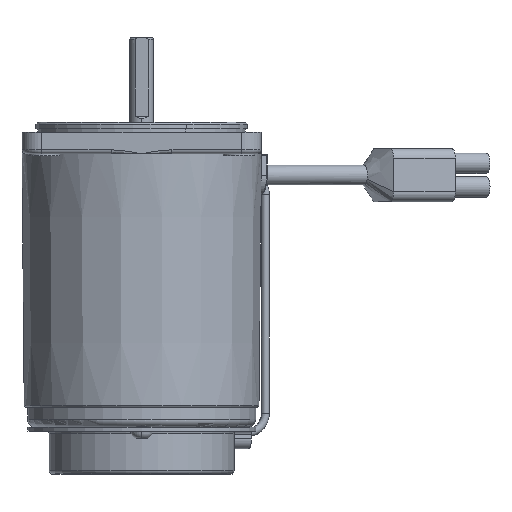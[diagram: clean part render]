
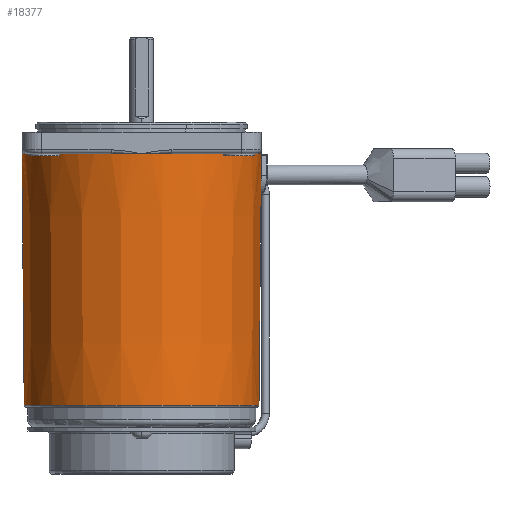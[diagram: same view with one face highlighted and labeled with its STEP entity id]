
A CAD part, left-side view. The second image highlights one B-rep face of the part: STEP entity #18377.
In plain terms, the highlighted conical face has half-angle 0.5 degrees and reference radius 29.841 mm.
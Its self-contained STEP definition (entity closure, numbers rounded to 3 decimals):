
#346 = ORIENTED_EDGE ( 'NONE', *, *, #351, .F. ) ;
#347 = VERTEX_POINT ( 'NONE', #12669 ) ;
#348 = VERTEX_POINT ( 'NONE', #12661 ) ;
#351 = EDGE_CURVE ( 'NONE', #347, #18540, #12652, .T. ) ;
#355 = ORIENTED_EDGE ( 'NONE', *, *, #847, .F. ) ;
#356 = ORIENTED_EDGE ( 'NONE', *, *, #18382, .T. ) ;
#357 = EDGE_CURVE ( 'NONE', #348, #347, #12643, .T. ) ;
#365 = ORIENTED_EDGE ( 'NONE', *, *, #381, .F. ) ;
#375 = EDGE_CURVE ( 'NONE', #1096, #403, #12675, .T. ) ;
#381 = EDGE_CURVE ( 'NONE', #403, #382, #12719, .T. ) ;
#382 = VERTEX_POINT ( 'NONE', #12724 ) ;
#384 = EDGE_CURVE ( 'NONE', #382, #386, #12725, .T. ) ;
#386 = VERTEX_POINT ( 'NONE', #12703 ) ;
#387 = ORIENTED_EDGE ( 'NONE', *, *, #375, .F. ) ;
#388 = ORIENTED_EDGE ( 'NONE', *, *, #384, .F. ) ;
#403 = VERTEX_POINT ( 'NONE', #12749 ) ;
#418 = EDGE_CURVE ( 'NONE', #386, #18542, #12777, .T. ) ;
#847 = EDGE_CURVE ( 'NONE', #18542, #348, #13155, .T. ) ;
#1096 = VERTEX_POINT ( 'NONE', #13205 ) ;
#6054 = AXIS2_PLACEMENT_3D ( 'NONE', #6085, #6087, #6139 ) ;
#6078 = CIRCLE ( 'NONE', #6054, 29.841 ) ;
#6079 = CONICAL_SURFACE ( 'NONE', #6086, 29.841, 0.009 ) ;
#6080 = DIRECTION ( 'NONE',  ( 0., 0., 1. ) ) ;
#6083 = FACE_OUTER_BOUND ( 'NONE', #18195, .T. ) ;
#6085 = CARTESIAN_POINT ( 'NONE',  ( 0., 0., -69.504 ) ) ;
#6086 = AXIS2_PLACEMENT_3D ( 'NONE', #6137, #6080, #6133 ) ;
#6087 = DIRECTION ( 'NONE',  ( 0., 0., 1. ) ) ;
#6097 = CARTESIAN_POINT ( 'NONE',  ( -30.4, 0., -5.5 ) ) ;
#6127 = CARTESIAN_POINT ( 'NONE',  ( 0., 30.4, -5.5 ) ) ;
#6128 = DIRECTION ( 'NONE',  ( -0.009, 0., 1. ) ) ;
#6129 = VECTOR ( 'NONE', #6128, 1000. ) ;
#6130 = CARTESIAN_POINT ( 'NONE',  ( -29.841, 0., -69.504 ) ) ;
#6133 = DIRECTION ( 'NONE',  ( 1., 0., 0. ) ) ;
#6134 = LINE ( 'NONE', #6130, #6129 ) ;
#6137 = CARTESIAN_POINT ( 'NONE',  ( 0., 0., -69.504 ) ) ;
#6138 = CARTESIAN_POINT ( 'NONE',  ( -29.841, 0., -69.504 ) ) ;
#6139 = DIRECTION ( 'NONE',  ( 1., 0., 0. ) ) ;
#7618 = ORIENTED_EDGE ( 'NONE', *, *, #418, .F. ) ;
#12643 = CIRCLE ( 'NONE', #12700, 30.4 ) ;
#12648 = DIRECTION ( 'NONE',  ( 1., 0., 0. ) ) ;
#12649 = DIRECTION ( 'NONE',  ( 0., 0., 1. ) ) ;
#12650 = CARTESIAN_POINT ( 'NONE',  ( 0., 0., -5.5 ) ) ;
#12651 = AXIS2_PLACEMENT_3D ( 'NONE', #12650, #12649, #12648 ) ;
#12652 = CIRCLE ( 'NONE', #12651, 30.4 ) ;
#12661 = CARTESIAN_POINT ( 'NONE',  ( -7.733, 29.4, -5.5 ) ) ;
#12669 = CARTESIAN_POINT ( 'NONE',  ( -29.4, 7.733, -5.5 ) ) ;
#12674 = CARTESIAN_POINT ( 'NONE',  ( 29.841, 0., -69.504 ) ) ;
#12675 = LINE ( 'NONE', #12674, #12727 ) ;
#12697 = DIRECTION ( 'NONE',  ( 1., 0., 0. ) ) ;
#12698 = DIRECTION ( 'NONE',  ( 0., 0., 1. ) ) ;
#12699 = CARTESIAN_POINT ( 'NONE',  ( 0., 0., -5.5 ) ) ;
#12700 = AXIS2_PLACEMENT_3D ( 'NONE', #12699, #12698, #12697 ) ;
#12703 = CARTESIAN_POINT ( 'NONE',  ( 7.733, 29.4, -5.5 ) ) ;
#12707 = DIRECTION ( 'NONE',  ( 1., 0., 0. ) ) ;
#12708 = DIRECTION ( 'NONE',  ( 0., 0., 1. ) ) ;
#12709 = CARTESIAN_POINT ( 'NONE',  ( 0., 0., -5.5 ) ) ;
#12713 = AXIS2_PLACEMENT_3D ( 'NONE', #12709, #12708, #12707 ) ;
#12714 = DIRECTION ( 'NONE',  ( 1., 0., 0. ) ) ;
#12715 = DIRECTION ( 'NONE',  ( 0., 0., 1. ) ) ;
#12716 = CARTESIAN_POINT ( 'NONE',  ( 0., 0., -5.5 ) ) ;
#12717 = AXIS2_PLACEMENT_3D ( 'NONE', #12716, #12715, #12714 ) ;
#12719 = CIRCLE ( 'NONE', #12717, 30.4 ) ;
#12724 = CARTESIAN_POINT ( 'NONE',  ( 29.4, 7.733, -5.5 ) ) ;
#12725 = CIRCLE ( 'NONE', #12713, 30.4 ) ;
#12726 = DIRECTION ( 'NONE',  ( 0.009, 0., 1. ) ) ;
#12727 = VECTOR ( 'NONE', #12726, 1000. ) ;
#12749 = CARTESIAN_POINT ( 'NONE',  ( 30.4, 0., -5.5 ) ) ;
#12773 = DIRECTION ( 'NONE',  ( 1., 0., 0. ) ) ;
#12774 = DIRECTION ( 'NONE',  ( 0., 0., 1. ) ) ;
#12775 = CARTESIAN_POINT ( 'NONE',  ( 0., 0., -5.5 ) ) ;
#12776 = AXIS2_PLACEMENT_3D ( 'NONE', #12775, #12774, #12773 ) ;
#12777 = CIRCLE ( 'NONE', #12776, 30.4 ) ;
#13155 = CIRCLE ( 'NONE', #13209, 30.4 ) ;
#13200 = DIRECTION ( 'NONE',  ( 1., 0., 0. ) ) ;
#13201 = DIRECTION ( 'NONE',  ( 0., 0., 1. ) ) ;
#13205 = CARTESIAN_POINT ( 'NONE',  ( 29.841, 0., -69.504 ) ) ;
#13209 = AXIS2_PLACEMENT_3D ( 'NONE', #13215, #13201, #13200 ) ;
#13215 = CARTESIAN_POINT ( 'NONE',  ( 0., 0., -5.5 ) ) ;
#17793 = ORIENTED_EDGE ( 'NONE', *, *, #18373, .T. ) ;
#18195 = EDGE_LOOP ( 'NONE', ( #17793, #356, #346, #18543, #355, #7618, #388, #365, #387 ) ) ;
#18373 = EDGE_CURVE ( 'NONE', #1096, #18381, #6078, .T. ) ;
#18377 = ADVANCED_FACE ( 'NONE', ( #6083 ), #6079, .T. ) ;
#18381 = VERTEX_POINT ( 'NONE', #6138 ) ;
#18382 = EDGE_CURVE ( 'NONE', #18381, #18540, #6134, .T. ) ;
#18540 = VERTEX_POINT ( 'NONE', #6097 ) ;
#18542 = VERTEX_POINT ( 'NONE', #6127 ) ;
#18543 = ORIENTED_EDGE ( 'NONE', *, *, #357, .F. ) ;
